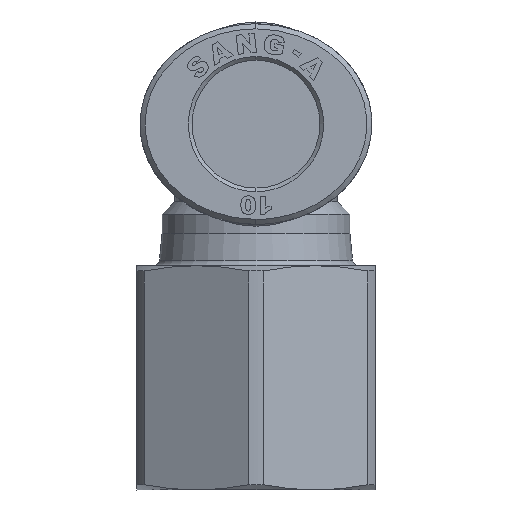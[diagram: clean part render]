
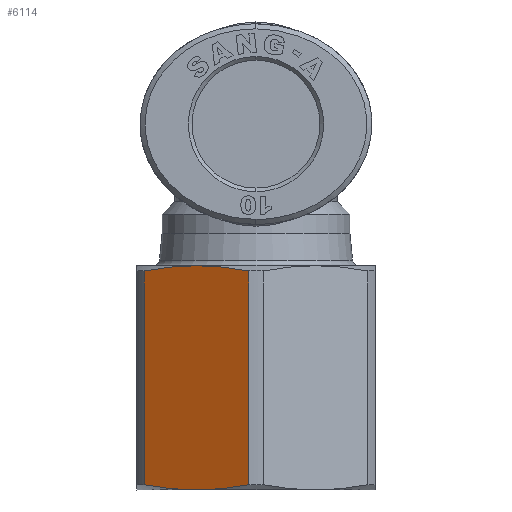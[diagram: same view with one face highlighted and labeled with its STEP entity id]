
A CAD part, left-side view. The second image highlights one B-rep face of the part: STEP entity #6114.
In plain terms, the highlighted planar face has unit normal (-0.866, 0.5, 0).
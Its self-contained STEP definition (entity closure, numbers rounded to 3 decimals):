
#732 = CARTESIAN_POINT ( 'NONE',  ( -19.867, 0.581, -28.781 ) ) ;
#881 = EDGE_CURVE ( 'NONE', #29994, #25722, #6498, .T. ) ;
#1031 = ORIENTED_EDGE ( 'NONE', *, *, #21869, .F. ) ;
#2400 = VECTOR ( 'NONE', #19856, 1000. ) ;
#2598 = VERTEX_POINT ( 'NONE', #13756 ) ;
#3114 = LINE ( 'NONE', #26869, #2400 ) ;
#4562 = EDGE_CURVE ( 'NONE', #2598, #8566, #11493, .T. ) ;
#6114 = ADVANCED_FACE ( 'NONE', ( #25003 ), #26645, .T. ) ;
#6498 = B_SPLINE_CURVE_WITH_KNOTS ( 'NONE', 3,
 ( #12046, #9803, #14554, #732 ),
 .UNSPECIFIED., .F., .F.,
 ( 4, 4 ),
 ( 0., 0.005 ),
 .UNSPECIFIED. ) ;
#7362 = CARTESIAN_POINT ( 'NONE',  ( -15.054, 8.919, -28.781 ) ) ;
#8338 = AXIS2_PLACEMENT_3D ( 'NONE', #14747, #10488, #12532 ) ;
#8566 = VERTEX_POINT ( 'NONE', #9135 ) ;
#8968 = ORIENTED_EDGE ( 'NONE', *, *, #17785, .T. ) ;
#9135 = CARTESIAN_POINT ( 'NONE',  ( -17.46, 4.75, -11.3 ) ) ;
#9294 = VERTEX_POINT ( 'NONE', #7362 ) ;
#9512 = CARTESIAN_POINT ( 'NONE',  ( -16.652, 6.15, -11.3 ) ) ;
#9803 = CARTESIAN_POINT ( 'NONE',  ( -18.269, 3.35, -29.2 ) ) ;
#10488 = DIRECTION ( 'NONE',  ( -0.866, 0.5, 0. ) ) ;
#11370 = CARTESIAN_POINT ( 'NONE',  ( -17.46, 4.75, -11.3 ) ) ;
#11493 = B_SPLINE_CURVE_WITH_KNOTS ( 'NONE', 3,
 ( #14362, #26054, #9512, #23615 ),
 .UNSPECIFIED., .F., .F.,
 ( 4, 4 ),
 ( 0., 0.005 ),
 .UNSPECIFIED. ) ;
#12046 = CARTESIAN_POINT ( 'NONE',  ( -17.46, 4.75, -29.2 ) ) ;
#12532 = DIRECTION ( 'NONE',  ( -0.5, -0.866, 0. ) ) ;
#12766 = B_SPLINE_CURVE_WITH_KNOTS ( 'NONE', 3,
 ( #27178, #20066, #24535, #19961 ),
 .UNSPECIFIED., .F., .F.,
 ( 4, 4 ),
 ( 0., 0.005 ),
 .UNSPECIFIED. ) ;
#13714 = CARTESIAN_POINT ( 'NONE',  ( -18.269, 3.35, -11.3 ) ) ;
#13756 = CARTESIAN_POINT ( 'NONE',  ( -15.054, 8.919, -11.719 ) ) ;
#14197 = ORIENTED_EDGE ( 'NONE', *, *, #4562, .F. ) ;
#14362 = CARTESIAN_POINT ( 'NONE',  ( -15.054, 8.919, -11.719 ) ) ;
#14406 = VERTEX_POINT ( 'NONE', #28336 ) ;
#14554 = CARTESIAN_POINT ( 'NONE',  ( -19.07, 1.962, -29.044 ) ) ;
#14747 = CARTESIAN_POINT ( 'NONE',  ( -20.203, 0., -29.2 ) ) ;
#15474 = CARTESIAN_POINT ( 'NONE',  ( -19.867, 0.581, -28.781 ) ) ;
#16038 = CARTESIAN_POINT ( 'NONE',  ( -19.867, 0.581, -11.719 ) ) ;
#17785 = EDGE_CURVE ( 'NONE', #25722, #14406, #27908, .T. ) ;
#18435 = ORIENTED_EDGE ( 'NONE', *, *, #23632, .T. ) ;
#19856 = DIRECTION ( 'NONE',  ( 0., 0., -1. ) ) ;
#19961 = CARTESIAN_POINT ( 'NONE',  ( -17.46, 4.75, -29.2 ) ) ;
#20066 = CARTESIAN_POINT ( 'NONE',  ( -15.851, 7.538, -29.044 ) ) ;
#20306 = ORIENTED_EDGE ( 'NONE', *, *, #23531, .T. ) ;
#21869 = EDGE_CURVE ( 'NONE', #8566, #14406, #23569, .T. ) ;
#22307 = ORIENTED_EDGE ( 'NONE', *, *, #881, .T. ) ;
#22619 = CARTESIAN_POINT ( 'NONE',  ( -17.46, 4.75, -29.2 ) ) ;
#23144 = DIRECTION ( 'NONE',  ( 0., 0., 1. ) ) ;
#23531 = EDGE_CURVE ( 'NONE', #9294, #29994, #12766, .T. ) ;
#23569 = B_SPLINE_CURVE_WITH_KNOTS ( 'NONE', 3,
 ( #11370, #13714, #30008, #16038 ),
 .UNSPECIFIED., .F., .F.,
 ( 4, 4 ),
 ( 0., 0.005 ),
 .UNSPECIFIED. ) ;
#23615 = CARTESIAN_POINT ( 'NONE',  ( -17.46, 4.75, -11.3 ) ) ;
#23632 = EDGE_CURVE ( 'NONE', #2598, #9294, #3114, .T. ) ;
#24244 = EDGE_LOOP ( 'NONE', ( #20306, #22307, #8968, #1031, #14197, #18435 ) ) ;
#24535 = CARTESIAN_POINT ( 'NONE',  ( -16.652, 6.15, -29.2 ) ) ;
#25003 = FACE_OUTER_BOUND ( 'NONE', #24244, .T. ) ;
#25722 = VERTEX_POINT ( 'NONE', #15474 ) ;
#26054 = CARTESIAN_POINT ( 'NONE',  ( -15.851, 7.538, -11.456 ) ) ;
#26645 = PLANE ( 'NONE',  #8338 ) ;
#26869 = CARTESIAN_POINT ( 'NONE',  ( -15.054, 8.919, -29.2 ) ) ;
#27178 = CARTESIAN_POINT ( 'NONE',  ( -15.054, 8.919, -28.781 ) ) ;
#27908 = LINE ( 'NONE', #30101, #29388 ) ;
#28336 = CARTESIAN_POINT ( 'NONE',  ( -19.867, 0.581, -11.719 ) ) ;
#29388 = VECTOR ( 'NONE', #23144, 1000. ) ;
#29994 = VERTEX_POINT ( 'NONE', #22619 ) ;
#30008 = CARTESIAN_POINT ( 'NONE',  ( -19.07, 1.962, -11.456 ) ) ;
#30101 = CARTESIAN_POINT ( 'NONE',  ( -19.867, 0.581, -29.2 ) ) ;
